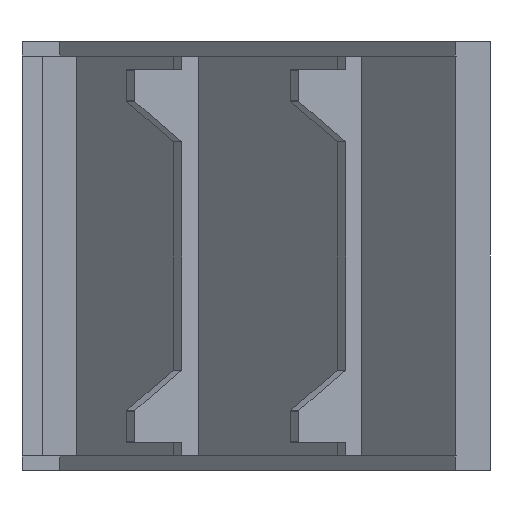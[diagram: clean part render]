
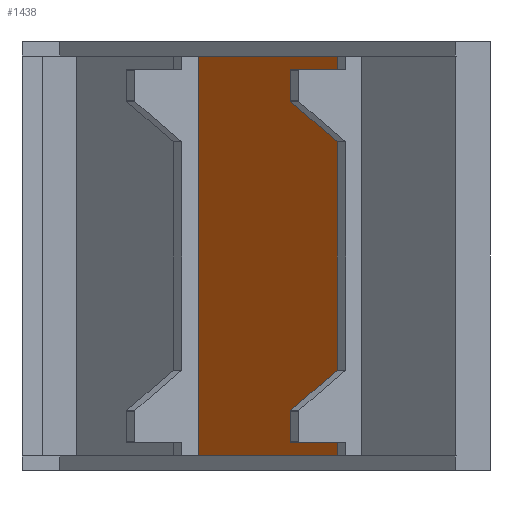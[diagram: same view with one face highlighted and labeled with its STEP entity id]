
A CAD part, front view. The second image highlights one B-rep face of the part: STEP entity #1438.
In plain terms, the highlighted planar face has unit normal (-0.707, -0.707, 0).
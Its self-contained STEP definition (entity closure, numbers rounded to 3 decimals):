
#352=CARTESIAN_POINT('',(-17.501,30.365,2.5));
#353=VERTEX_POINT('',#352);
#360=CARTESIAN_POINT('',(-44.371,57.235,2.5));
#361=VERTEX_POINT('',#360);
#362=CARTESIAN_POINT('',(-44.371,57.235,2.5));
#363=DIRECTION('',(0.707,-0.707,0.0));
#364=VECTOR('',#363,38.);
#365=LINE('',#362,#364);
#366=EDGE_CURVE('',#353,#361,#365,.F.);
#1340=CARTESIAN_POINT('',(-17.501,30.365,71.5));
#1341=VERTEX_POINT('',#1340);
#1348=CARTESIAN_POINT('',(-17.501,30.365,2.5));
#1349=DIRECTION('',(0.0,0.0,1.0));
#1350=VECTOR('',#1349,69.0);
#1351=LINE('',#1348,#1350);
#1352=EDGE_CURVE('',#353,#1341,#1351,.T.);
#1379=CARTESIAN_POINT('',(-44.371,57.235,71.5));
#1380=VERTEX_POINT('',#1379);
#1381=CARTESIAN_POINT('',(-44.371,57.235,71.5));
#1382=DIRECTION('',(0.0,0.0,-1.0));
#1383=VECTOR('',#1382,69.0);
#1384=LINE('',#1381,#1383);
#1385=EDGE_CURVE('',#1380,#361,#1384,.T.);
#1422=CARTESIAN_POINT('',(4.232,8.632,0.0));
#1423=DIRECTION('',(0.707,0.707,0.0));
#1424=DIRECTION('',(-0.707,0.707,0.0));
#1425=AXIS2_PLACEMENT_3D('',#1422,#1423,#1424);
#1426=PLANE('',#1425);
#1427=ORIENTED_EDGE('',*,*,#1352,.T.);
#1428=CARTESIAN_POINT('',(-44.371,57.235,71.5));
#1429=DIRECTION('',(0.707,-0.707,0.0));
#1430=VECTOR('',#1429,38.);
#1431=LINE('',#1428,#1430);
#1432=EDGE_CURVE('',#1341,#1380,#1431,.F.);
#1433=ORIENTED_EDGE('',*,*,#1432,.T.);
#1434=ORIENTED_EDGE('',*,*,#1385,.T.);
#1435=ORIENTED_EDGE('',*,*,#366,.F.);
#1436=EDGE_LOOP('',(#1427,#1433,#1434,#1435));
#1437=FACE_OUTER_BOUND('',#1436,.T.);
#1438=ADVANCED_FACE('',(#1437),#1426,.F.);
